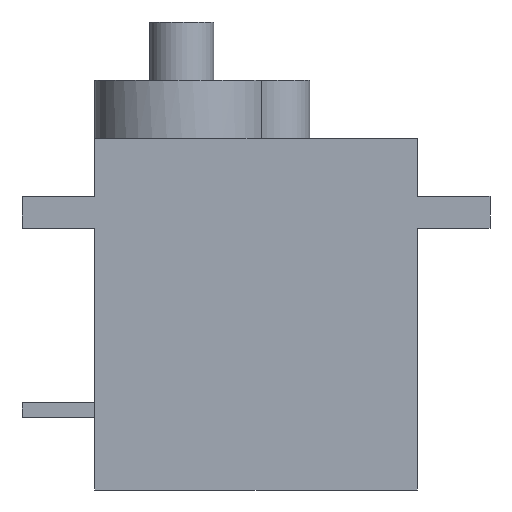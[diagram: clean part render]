
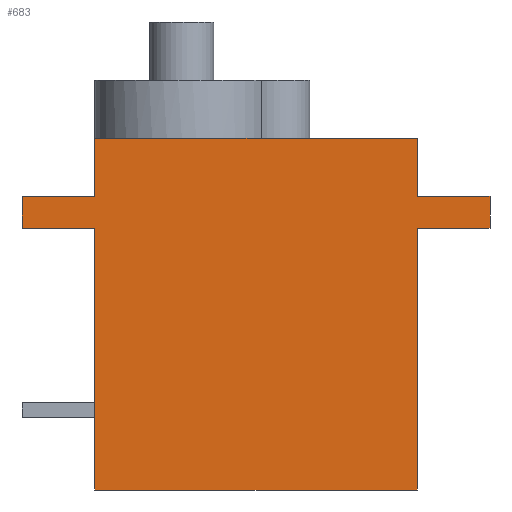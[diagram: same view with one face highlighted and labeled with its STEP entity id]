
A CAD part, front view. The second image highlights one B-rep face of the part: STEP entity #683.
In plain terms, the highlighted planar face has unit normal (0, -1, 0).
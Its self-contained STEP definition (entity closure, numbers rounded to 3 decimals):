
#78=FACE_OUTER_BOUND('',#117,.T.);
#117=EDGE_LOOP('',(#603,#604,#605,#606,#607,#608,#609,#610,#611,#612,#613,
#614,#615));
#148=LINE('',#1015,#224);
#153=LINE('',#1024,#229);
#157=LINE('',#1032,#233);
#159=LINE('',#1038,#235);
#164=LINE('',#1047,#240);
#170=LINE('',#1089,#246);
#176=LINE('',#1108,#252);
#177=LINE('',#1110,#253);
#180=LINE('',#1114,#256);
#181=LINE('',#1117,#257);
#188=LINE('',#1131,#264);
#193=LINE('',#1140,#269);
#194=LINE('',#1142,#270);
#224=VECTOR('',#813,10.);
#229=VECTOR('',#820,10.);
#233=VECTOR('',#826,10.);
#235=VECTOR('',#832,10.);
#240=VECTOR('',#839,10.);
#246=VECTOR('',#887,10.);
#252=VECTOR('',#909,10.);
#253=VECTOR('',#912,10.);
#256=VECTOR('',#917,10.);
#257=VECTOR('',#920,10.);
#264=VECTOR('',#933,10.);
#269=VECTOR('',#942,10.);
#270=VECTOR('',#945,10.);
#295=VERTEX_POINT('',#1012);
#296=VERTEX_POINT('',#1014);
#299=VERTEX_POINT('',#1022);
#302=VERTEX_POINT('',#1030);
#303=VERTEX_POINT('',#1035);
#304=VERTEX_POINT('',#1037);
#307=VERTEX_POINT('',#1045);
#321=VERTEX_POINT('',#1086);
#322=VERTEX_POINT('',#1088);
#327=VERTEX_POINT('',#1106);
#328=VERTEX_POINT('',#1116);
#332=VERTEX_POINT('',#1129);
#334=VERTEX_POINT('',#1138);
#365=EDGE_CURVE('',#295,#296,#148,.T.);
#370=EDGE_CURVE('',#299,#295,#153,.T.);
#374=EDGE_CURVE('',#299,#302,#157,.T.);
#377=EDGE_CURVE('',#304,#303,#159,.T.);
#382=EDGE_CURVE('',#307,#303,#164,.T.);
#401=EDGE_CURVE('',#321,#322,#170,.T.);
#411=EDGE_CURVE('',#327,#321,#176,.T.);
#412=EDGE_CURVE('',#296,#327,#177,.T.);
#415=EDGE_CURVE('',#307,#322,#180,.T.);
#416=EDGE_CURVE('',#328,#304,#181,.T.);
#423=EDGE_CURVE('',#332,#302,#188,.T.);
#428=EDGE_CURVE('',#334,#328,#193,.T.);
#429=EDGE_CURVE('',#332,#334,#194,.T.);
#603=ORIENTED_EDGE('',*,*,#429,.T.);
#604=ORIENTED_EDGE('',*,*,#428,.T.);
#605=ORIENTED_EDGE('',*,*,#416,.T.);
#606=ORIENTED_EDGE('',*,*,#377,.T.);
#607=ORIENTED_EDGE('',*,*,#382,.F.);
#608=ORIENTED_EDGE('',*,*,#415,.T.);
#609=ORIENTED_EDGE('',*,*,#401,.F.);
#610=ORIENTED_EDGE('',*,*,#411,.F.);
#611=ORIENTED_EDGE('',*,*,#412,.F.);
#612=ORIENTED_EDGE('',*,*,#365,.F.);
#613=ORIENTED_EDGE('',*,*,#370,.F.);
#614=ORIENTED_EDGE('',*,*,#374,.T.);
#615=ORIENTED_EDGE('',*,*,#423,.F.);
#647=PLANE('',#758);
#683=ADVANCED_FACE('',(#78),#647,.T.);
#758=AXIS2_PLACEMENT_3D('',#1141,#943,#944);
#813=DIRECTION('',(1.,0.,0.));
#820=DIRECTION('',(0.,0.,1.));
#826=DIRECTION('',(1.,0.,0.));
#832=DIRECTION('',(0.,0.,1.));
#839=DIRECTION('',(1.,0.,0.));
#887=DIRECTION('',(1.,0.,0.));
#909=DIRECTION('',(1.,0.,0.));
#912=DIRECTION('',(0.,0.,1.));
#917=DIRECTION('',(0.,0.,1.));
#920=DIRECTION('',(1.,0.,0.));
#933=DIRECTION('',(0.,0.,1.));
#942=DIRECTION('',(0.,0.,1.));
#943=DIRECTION('center_axis',(0.,-1.,0.));
#944=DIRECTION('ref_axis',(1.,0.,0.));
#945=DIRECTION('',(1.,0.,0.));
#1012=CARTESIAN_POINT('',(-16.1,-6.,20.2));
#1014=CARTESIAN_POINT('',(-11.1,-6.,20.2));
#1015=CARTESIAN_POINT('',(-16.1,-6.,20.2));
#1022=CARTESIAN_POINT('',(-16.1,-6.,18.));
#1024=CARTESIAN_POINT('',(-16.1,-6.,18.));
#1030=CARTESIAN_POINT('',(-11.1,-6.,18.));
#1032=CARTESIAN_POINT('',(-16.1,-6.,18.));
#1035=CARTESIAN_POINT('',(16.1,-6.,20.2));
#1037=CARTESIAN_POINT('',(16.1,-6.,18.));
#1038=CARTESIAN_POINT('',(16.1,-6.,18.));
#1045=CARTESIAN_POINT('',(11.1,-6.,20.2));
#1047=CARTESIAN_POINT('',(-16.1,-6.,20.2));
#1086=CARTESIAN_POINT('',(-5.1,-6.,24.2));
#1088=CARTESIAN_POINT('',(11.1,-6.,24.2));
#1089=CARTESIAN_POINT('',(-16.1,-6.,24.2));
#1106=CARTESIAN_POINT('',(-11.1,-6.,24.2));
#1108=CARTESIAN_POINT('',(-16.1,-6.,24.2));
#1110=CARTESIAN_POINT('',(-11.1,-6.,20.2));
#1114=CARTESIAN_POINT('',(11.1,-6.,20.2));
#1116=CARTESIAN_POINT('',(11.1,-6.,18.));
#1117=CARTESIAN_POINT('',(-16.1,-6.,18.));
#1129=CARTESIAN_POINT('',(-11.1,-6.,0.));
#1131=CARTESIAN_POINT('',(-11.1,-6.,0.));
#1138=CARTESIAN_POINT('',(11.1,-6.,0.));
#1140=CARTESIAN_POINT('',(11.1,-6.,0.));
#1141=CARTESIAN_POINT('Origin',(-11.1,-6.,0.));
#1142=CARTESIAN_POINT('',(-11.1,-6.,0.));
